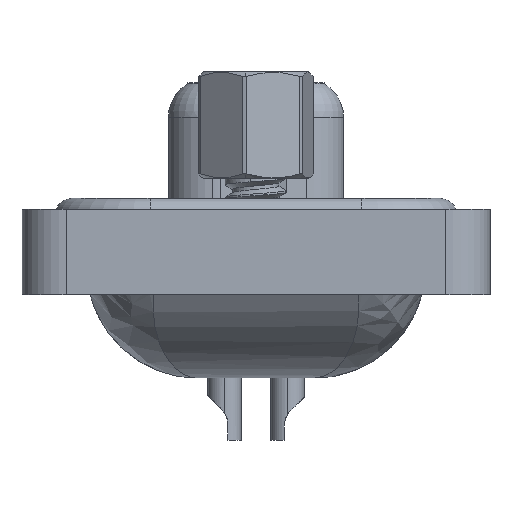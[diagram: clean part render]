
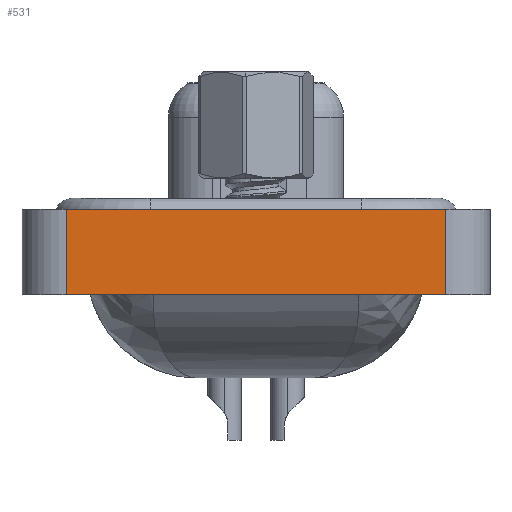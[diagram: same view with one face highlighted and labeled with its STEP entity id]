
A CAD part, left-side view. The second image highlights one B-rep face of the part: STEP entity #531.
In plain terms, the highlighted planar face has unit normal (-1, 0, 0).
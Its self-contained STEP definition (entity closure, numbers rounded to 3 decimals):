
#531 = ADVANCED_FACE ( 'NONE', ( #18953 ), #13374, .T. ) ;
#883 = VECTOR ( 'NONE', #18506, 1000. ) ;
#926 = LINE ( 'NONE', #21470, #5555 ) ;
#2410 = CARTESIAN_POINT ( 'NONE',  ( -7.35, -8.55, -3.35 ) ) ;
#2887 = ORIENTED_EDGE ( 'NONE', *, *, #20904, .T. ) ;
#3017 = EDGE_CURVE ( 'NONE', #16466, #4239, #18873, .T. ) ;
#3873 = VECTOR ( 'NONE', #4703, 1000. ) ;
#4239 = VERTEX_POINT ( 'NONE', #10873 ) ;
#4342 = LINE ( 'NONE', #21539, #3873 ) ;
#4703 = DIRECTION ( 'NONE',  ( 0., -1., 0. ) ) ;
#4892 = ORIENTED_EDGE ( 'NONE', *, *, #3017, .F. ) ;
#5042 = EDGE_CURVE ( 'NONE', #13682, #16466, #926, .T. ) ;
#5555 = VECTOR ( 'NONE', #18009, 1000. ) ;
#6105 = DIRECTION ( 'NONE',  ( 0., 0., 1. ) ) ;
#6578 = EDGE_CURVE ( 'NONE', #13682, #19082, #4342, .T. ) ;
#7189 = CARTESIAN_POINT ( 'NONE',  ( -7.35, 8.55, -3.35 ) ) ;
#7679 = DIRECTION ( 'NONE',  ( 0., 0., 1. ) ) ;
#10003 = AXIS2_PLACEMENT_3D ( 'NONE', #22674, #20806, #7679 ) ;
#10873 = CARTESIAN_POINT ( 'NONE',  ( -7.35, -8.55, 0.5 ) ) ;
#13288 = CARTESIAN_POINT ( 'NONE',  ( -7.35, -8.55, 0.5 ) ) ;
#13374 = PLANE ( 'NONE',  #10003 ) ;
#13682 = VERTEX_POINT ( 'NONE', #7189 ) ;
#13762 = CARTESIAN_POINT ( 'NONE',  ( -7.35, -8.55, -3.35 ) ) ;
#16254 = ORIENTED_EDGE ( 'NONE', *, *, #5042, .F. ) ;
#16466 = VERTEX_POINT ( 'NONE', #23145 ) ;
#18009 = DIRECTION ( 'NONE',  ( 0., 0., 1. ) ) ;
#18506 = DIRECTION ( 'NONE',  ( 0., -1., 0. ) ) ;
#18681 = VECTOR ( 'NONE', #6105, 1000. ) ;
#18873 = LINE ( 'NONE', #13288, #883 ) ;
#18953 = FACE_OUTER_BOUND ( 'NONE', #21578, .T. ) ;
#19082 = VERTEX_POINT ( 'NONE', #13762 ) ;
#20806 = DIRECTION ( 'NONE',  ( -1., 0., 0. ) ) ;
#20904 = EDGE_CURVE ( 'NONE', #19082, #4239, #23074, .T. ) ;
#21470 = CARTESIAN_POINT ( 'NONE',  ( -7.35, 8.55, -3.35 ) ) ;
#21539 = CARTESIAN_POINT ( 'NONE',  ( -7.35, -8.55, -3.35 ) ) ;
#21578 = EDGE_LOOP ( 'NONE', ( #2887, #4892, #16254, #21699 ) ) ;
#21699 = ORIENTED_EDGE ( 'NONE', *, *, #6578, .T. ) ;
#22674 = CARTESIAN_POINT ( 'NONE',  ( -7.35, -8.55, -3.35 ) ) ;
#23074 = LINE ( 'NONE', #2410, #18681 ) ;
#23145 = CARTESIAN_POINT ( 'NONE',  ( -7.35, 8.55, 0.5 ) ) ;
